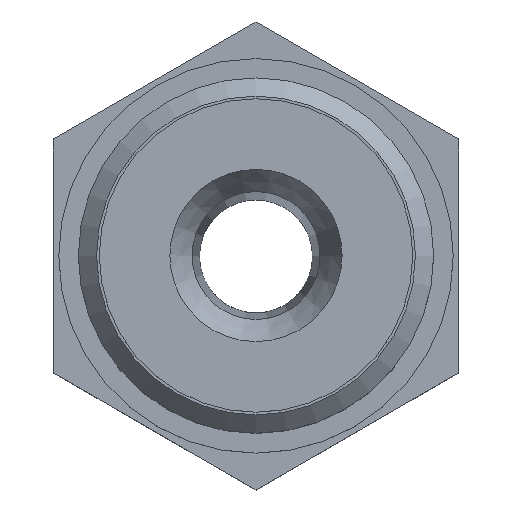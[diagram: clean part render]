
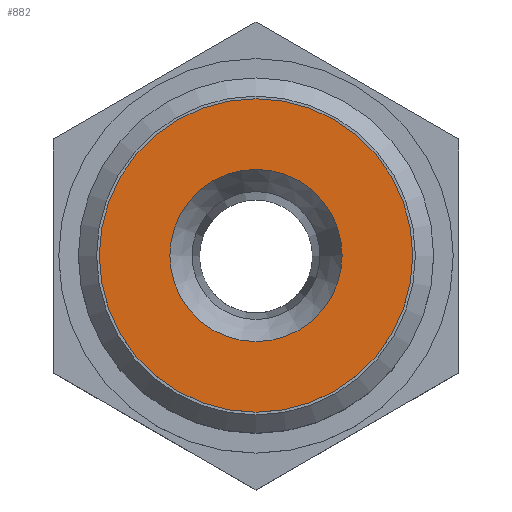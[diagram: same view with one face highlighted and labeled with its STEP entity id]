
A CAD part, top view. The second image highlights one B-rep face of the part: STEP entity #882.
In plain terms, the highlighted planar face has unit normal (0, 0, 1).
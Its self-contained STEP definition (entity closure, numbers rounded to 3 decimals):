
#120=PLANE('',#1019);
#331=ORIENTED_EDGE('',*,*,#465,.F.);
#332=ORIENTED_EDGE('',*,*,#466,.T.);
#465=EDGE_CURVE('',#552,#552,#627,.T.);
#466=EDGE_CURVE('',#553,#553,#628,.T.);
#552=VERTEX_POINT('',#1697);
#553=VERTEX_POINT('',#1699);
#627=CIRCLE('',#1020,7.35);
#628=CIRCLE('',#1021,4.039);
#703=EDGE_LOOP('',(#331));
#704=EDGE_LOOP('',(#332));
#791=FACE_BOUND('',#703,.T.);
#792=FACE_BOUND('',#704,.T.);
#882=ADVANCED_FACE('',(#791,#792),#120,.F.);
#1019=AXIS2_PLACEMENT_3D('',#1695,#1292,#1293);
#1020=AXIS2_PLACEMENT_3D('',#1696,#1294,#1295);
#1021=AXIS2_PLACEMENT_3D('',#1698,#1296,#1297);
#1292=DIRECTION('',(0.,0.,-1.));
#1293=DIRECTION('',(-1.,0.,0.));
#1294=DIRECTION('',(0.,0.,-1.));
#1295=DIRECTION('',(-1.,0.,0.));
#1296=DIRECTION('',(0.,0.,-1.));
#1297=DIRECTION('',(-1.,0.,0.));
#1695=CARTESIAN_POINT('',(0.,0.,0.));
#1696=CARTESIAN_POINT('',(0.,0.,0.));
#1697=CARTESIAN_POINT('',(-7.35,0.,0.));
#1698=CARTESIAN_POINT('',(0.,0.,0.));
#1699=CARTESIAN_POINT('',(-4.039,0.,0.));
